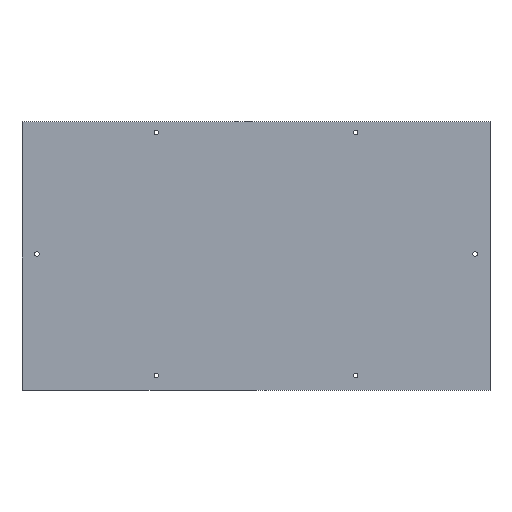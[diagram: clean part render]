
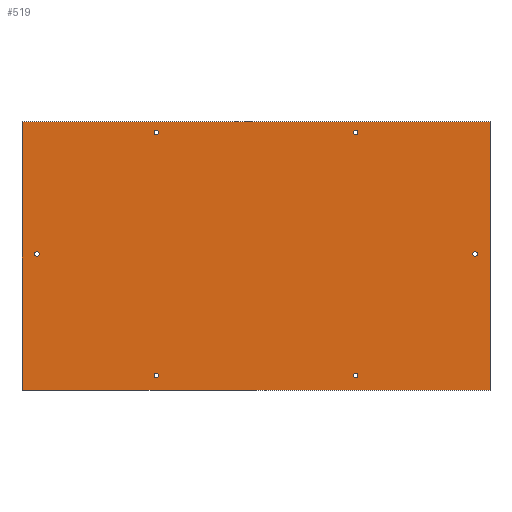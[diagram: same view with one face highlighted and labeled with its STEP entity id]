
A CAD part, top view. The second image highlights one B-rep face of the part: STEP entity #519.
In plain terms, the highlighted planar face has unit normal (0, 0, 1).
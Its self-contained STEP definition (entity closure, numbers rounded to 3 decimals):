
#3 = EDGE_LOOP ( 'NONE', ( #636, #247 ) ) ;
#6 = CARTESIAN_POINT ( 'NONE',  ( -102.25, -255., 2. ) ) ;
#7 = CIRCLE ( 'NONE', #119, 2.25 ) ;
#9 = VERTEX_POINT ( 'NONE', #547 ) ;
#11 = CARTESIAN_POINT ( 'NONE',  ( 0., 0., 2. ) ) ;
#23 = CIRCLE ( 'NONE', #534, 2.25 ) ;
#30 = CARTESIAN_POINT ( 'NONE',  ( 100., -11., 2. ) ) ;
#32 = VERTEX_POINT ( 'NONE', #601 ) ;
#33 = ORIENTED_EDGE ( 'NONE', *, *, #608, .F. ) ;
#35 = VERTEX_POINT ( 'NONE', #6 ) ;
#40 = FACE_BOUND ( 'NONE', #3, .T. ) ;
#42 = ORIENTED_EDGE ( 'NONE', *, *, #535, .F. ) ;
#51 = VERTEX_POINT ( 'NONE', #107 ) ;
#52 = LINE ( 'NONE', #434, #612 ) ;
#53 = FACE_BOUND ( 'NONE', #490, .T. ) ;
#64 = CARTESIAN_POINT ( 'NONE',  ( -97.75, -11., 2. ) ) ;
#68 = CARTESIAN_POINT ( 'NONE',  ( -235., -270., 2. ) ) ;
#69 = FACE_BOUND ( 'NONE', #133, .T. ) ;
#70 = ORIENTED_EDGE ( 'NONE', *, *, #181, .T. ) ;
#72 = CARTESIAN_POINT ( 'NONE',  ( -220., -133., 2. ) ) ;
#75 = DIRECTION ( 'NONE',  ( 1., 0., 0. ) ) ;
#84 = CIRCLE ( 'NONE', #186, 2.25 ) ;
#90 = CARTESIAN_POINT ( 'NONE',  ( 100., -255., 2. ) ) ;
#95 = EDGE_CURVE ( 'NONE', #491, #101, #110, .T. ) ;
#97 = EDGE_LOOP ( 'NONE', ( #599, #349, #70, #591 ) ) ;
#99 = CIRCLE ( 'NONE', #639, 2.25 ) ;
#101 = VERTEX_POINT ( 'NONE', #317 ) ;
#103 = LINE ( 'NONE', #478, #282 ) ;
#107 = CARTESIAN_POINT ( 'NONE',  ( -97.75, -255., 2. ) ) ;
#110 = CIRCLE ( 'NONE', #395, 2.25 ) ;
#113 = EDGE_CURVE ( 'NONE', #383, #474, #632, .T. ) ;
#116 = DIRECTION ( 'NONE',  ( 0., 1., 0. ) ) ;
#118 = CARTESIAN_POINT ( 'NONE',  ( 235., 0., 2. ) ) ;
#119 = AXIS2_PLACEMENT_3D ( 'NONE', #358, #567, #460 ) ;
#133 = EDGE_LOOP ( 'NONE', ( #394, #42 ) ) ;
#136 = VECTOR ( 'NONE', #352, 1000. ) ;
#142 = CARTESIAN_POINT ( 'NONE',  ( 222.25, -133., 2. ) ) ;
#148 = PLANE ( 'NONE',  #441 ) ;
#157 = VERTEX_POINT ( 'NONE', #320 ) ;
#158 = DIRECTION ( 'NONE',  ( 1., 0., 0. ) ) ;
#167 = DIRECTION ( 'NONE',  ( -1., 0., 0. ) ) ;
#169 = DIRECTION ( 'NONE',  ( 0., 0., 1. ) ) ;
#181 = EDGE_CURVE ( 'NONE', #514, #425, #443, .T. ) ;
#186 = AXIS2_PLACEMENT_3D ( 'NONE', #72, #517, #457 ) ;
#194 = DIRECTION ( 'NONE',  ( -1., 0., 0. ) ) ;
#196 = DIRECTION ( 'NONE',  ( -1., 0., 0. ) ) ;
#206 = CARTESIAN_POINT ( 'NONE',  ( -217.75, -133., 2. ) ) ;
#210 = CIRCLE ( 'NONE', #346, 2.25 ) ;
#237 = CIRCLE ( 'NONE', #353, 2.25 ) ;
#239 = ORIENTED_EDGE ( 'NONE', *, *, #459, .F. ) ;
#242 = EDGE_CURVE ( 'NONE', #101, #491, #23, .T. ) ;
#244 = CARTESIAN_POINT ( 'NONE',  ( 235., -270., 2. ) ) ;
#247 = ORIENTED_EDGE ( 'NONE', *, *, #324, .F. ) ;
#249 = AXIS2_PLACEMENT_3D ( 'NONE', #610, #447, #158 ) ;
#250 = CIRCLE ( 'NONE', #249, 2.25 ) ;
#251 = CIRCLE ( 'NONE', #410, 2.25 ) ;
#255 = CARTESIAN_POINT ( 'NONE',  ( 220., -133., 2. ) ) ;
#259 = CARTESIAN_POINT ( 'NONE',  ( 97.75, -11., 2. ) ) ;
#281 = CARTESIAN_POINT ( 'NONE',  ( -102.25, -11., 2. ) ) ;
#282 = VECTOR ( 'NONE', #385, 1000. ) ;
#289 = VECTOR ( 'NONE', #116, 1000. ) ;
#293 = DIRECTION ( 'NONE',  ( 0., 0., 1. ) ) ;
#294 = DIRECTION ( 'NONE',  ( 0., 0., 1. ) ) ;
#295 = CARTESIAN_POINT ( 'NONE',  ( 97.75, -255., 2. ) ) ;
#304 = CIRCLE ( 'NONE', #527, 2.25 ) ;
#308 = DIRECTION ( 'NONE',  ( 0., 0., 1. ) ) ;
#309 = DIRECTION ( 'NONE',  ( 1., 0., 0. ) ) ;
#312 = FACE_BOUND ( 'NONE', #417, .T. ) ;
#316 = EDGE_LOOP ( 'NONE', ( #439, #484 ) ) ;
#317 = CARTESIAN_POINT ( 'NONE',  ( 102.25, -11., 2. ) ) ;
#320 = CARTESIAN_POINT ( 'NONE',  ( -235., 0., 2. ) ) ;
#322 = DIRECTION ( 'NONE',  ( -1., 0., 0. ) ) ;
#324 = EDGE_CURVE ( 'NONE', #35, #51, #251, .T. ) ;
#337 = CIRCLE ( 'NONE', #600, 2.25 ) ;
#341 = DIRECTION ( 'NONE',  ( -1., 0., 0. ) ) ;
#346 = AXIS2_PLACEMENT_3D ( 'NONE', #388, #293, #309 ) ;
#349 = ORIENTED_EDGE ( 'NONE', *, *, #523, .T. ) ;
#351 = AXIS2_PLACEMENT_3D ( 'NONE', #461, #454, #75 ) ;
#352 = DIRECTION ( 'NONE',  ( -1., 0., 0. ) ) ;
#353 = AXIS2_PLACEMENT_3D ( 'NONE', #90, #486, #341 ) ;
#358 = CARTESIAN_POINT ( 'NONE',  ( 220., -133., 2. ) ) ;
#367 = ORIENTED_EDGE ( 'NONE', *, *, #466, .F. ) ;
#369 = DIRECTION ( 'NONE',  ( 0., 0., 1. ) ) ;
#371 = EDGE_CURVE ( 'NONE', #32, #525, #304, .T. ) ;
#378 = DIRECTION ( 'NONE',  ( 0., 0., 1. ) ) ;
#379 = FACE_OUTER_BOUND ( 'NONE', #97, .T. ) ;
#383 = VERTEX_POINT ( 'NONE', #281 ) ;
#385 = DIRECTION ( 'NONE',  ( 0., -1., 0. ) ) ;
#388 = CARTESIAN_POINT ( 'NONE',  ( -100., -255., 2. ) ) ;
#391 = CARTESIAN_POINT ( 'NONE',  ( -100., -11., 2. ) ) ;
#394 = ORIENTED_EDGE ( 'NONE', *, *, #574, .F. ) ;
#395 = AXIS2_PLACEMENT_3D ( 'NONE', #620, #169, #167 ) ;
#403 = CARTESIAN_POINT ( 'NONE',  ( -235., 0., 2. ) ) ;
#410 = AXIS2_PLACEMENT_3D ( 'NONE', #520, #643, #646 ) ;
#413 = EDGE_CURVE ( 'NONE', #525, #32, #237, .T. ) ;
#417 = EDGE_LOOP ( 'NONE', ( #33, #367 ) ) ;
#418 = ORIENTED_EDGE ( 'NONE', *, *, #113, .F. ) ;
#425 = VERTEX_POINT ( 'NONE', #480 ) ;
#434 = CARTESIAN_POINT ( 'NONE',  ( -235., -270., 2. ) ) ;
#438 = EDGE_CURVE ( 'NONE', #157, #575, #103, .T. ) ;
#439 = ORIENTED_EDGE ( 'NONE', *, *, #371, .F. ) ;
#441 = AXIS2_PLACEMENT_3D ( 'NONE', #11, #492, #609 ) ;
#443 = LINE ( 'NONE', #118, #289 ) ;
#447 = DIRECTION ( 'NONE',  ( 0., 0., 1. ) ) ;
#454 = DIRECTION ( 'NONE',  ( 0., 0., 1. ) ) ;
#457 = DIRECTION ( 'NONE',  ( 1., 0., 0. ) ) ;
#459 = EDGE_CURVE ( 'NONE', #474, #383, #337, .T. ) ;
#460 = DIRECTION ( 'NONE',  ( -1., 0., 0. ) ) ;
#461 = CARTESIAN_POINT ( 'NONE',  ( -100., -11., 2. ) ) ;
#464 = VERTEX_POINT ( 'NONE', #142 ) ;
#466 = EDGE_CURVE ( 'NONE', #522, #464, #99, .T. ) ;
#470 = LINE ( 'NONE', #403, #136 ) ;
#474 = VERTEX_POINT ( 'NONE', #64 ) ;
#478 = CARTESIAN_POINT ( 'NONE',  ( -235., 0., 2. ) ) ;
#480 = CARTESIAN_POINT ( 'NONE',  ( 235., 0., 2. ) ) ;
#484 = ORIENTED_EDGE ( 'NONE', *, *, #413, .F. ) ;
#486 = DIRECTION ( 'NONE',  ( 0., 0., 1. ) ) ;
#488 = DIRECTION ( 'NONE',  ( 1., 0., 0. ) ) ;
#490 = EDGE_LOOP ( 'NONE', ( #627, #549 ) ) ;
#491 = VERTEX_POINT ( 'NONE', #259 ) ;
#492 = DIRECTION ( 'NONE',  ( 0., 0., 1. ) ) ;
#498 = EDGE_CURVE ( 'NONE', #51, #35, #210, .T. ) ;
#514 = VERTEX_POINT ( 'NONE', #244 ) ;
#517 = DIRECTION ( 'NONE',  ( 0., 0., 1. ) ) ;
#519 = ADVANCED_FACE ( 'NONE', ( #53, #580, #312, #40, #543, #69, #379 ), #148, .T. ) ;
#520 = CARTESIAN_POINT ( 'NONE',  ( -100., -255., 2. ) ) ;
#522 = VERTEX_POINT ( 'NONE', #597 ) ;
#523 = EDGE_CURVE ( 'NONE', #575, #514, #52, .T. ) ;
#525 = VERTEX_POINT ( 'NONE', #295 ) ;
#527 = AXIS2_PLACEMENT_3D ( 'NONE', #582, #378, #194 ) ;
#534 = AXIS2_PLACEMENT_3D ( 'NONE', #30, #369, #322 ) ;
#535 = EDGE_CURVE ( 'NONE', #9, #537, #250, .T. ) ;
#537 = VERTEX_POINT ( 'NONE', #206 ) ;
#539 = EDGE_LOOP ( 'NONE', ( #239, #418 ) ) ;
#541 = DIRECTION ( 'NONE',  ( 1., 0., 0. ) ) ;
#542 = EDGE_CURVE ( 'NONE', #425, #157, #470, .T. ) ;
#543 = FACE_BOUND ( 'NONE', #539, .T. ) ;
#547 = CARTESIAN_POINT ( 'NONE',  ( -222.25, -133., 2. ) ) ;
#549 = ORIENTED_EDGE ( 'NONE', *, *, #95, .F. ) ;
#567 = DIRECTION ( 'NONE',  ( 0., 0., 1. ) ) ;
#574 = EDGE_CURVE ( 'NONE', #537, #9, #84, .T. ) ;
#575 = VERTEX_POINT ( 'NONE', #68 ) ;
#580 = FACE_BOUND ( 'NONE', #316, .T. ) ;
#582 = CARTESIAN_POINT ( 'NONE',  ( 100., -255., 2. ) ) ;
#591 = ORIENTED_EDGE ( 'NONE', *, *, #542, .T. ) ;
#597 = CARTESIAN_POINT ( 'NONE',  ( 217.75, -133., 2. ) ) ;
#599 = ORIENTED_EDGE ( 'NONE', *, *, #438, .T. ) ;
#600 = AXIS2_PLACEMENT_3D ( 'NONE', #391, #294, #488 ) ;
#601 = CARTESIAN_POINT ( 'NONE',  ( 102.25, -255., 2. ) ) ;
#608 = EDGE_CURVE ( 'NONE', #464, #522, #7, .T. ) ;
#609 = DIRECTION ( 'NONE',  ( 1., 0., 0. ) ) ;
#610 = CARTESIAN_POINT ( 'NONE',  ( -220., -133., 2. ) ) ;
#612 = VECTOR ( 'NONE', #541, 1000. ) ;
#620 = CARTESIAN_POINT ( 'NONE',  ( 100., -11., 2. ) ) ;
#627 = ORIENTED_EDGE ( 'NONE', *, *, #242, .F. ) ;
#632 = CIRCLE ( 'NONE', #351, 2.25 ) ;
#636 = ORIENTED_EDGE ( 'NONE', *, *, #498, .F. ) ;
#639 = AXIS2_PLACEMENT_3D ( 'NONE', #255, #308, #196 ) ;
#643 = DIRECTION ( 'NONE',  ( 0., 0., 1. ) ) ;
#646 = DIRECTION ( 'NONE',  ( 1., 0., 0. ) ) ;
